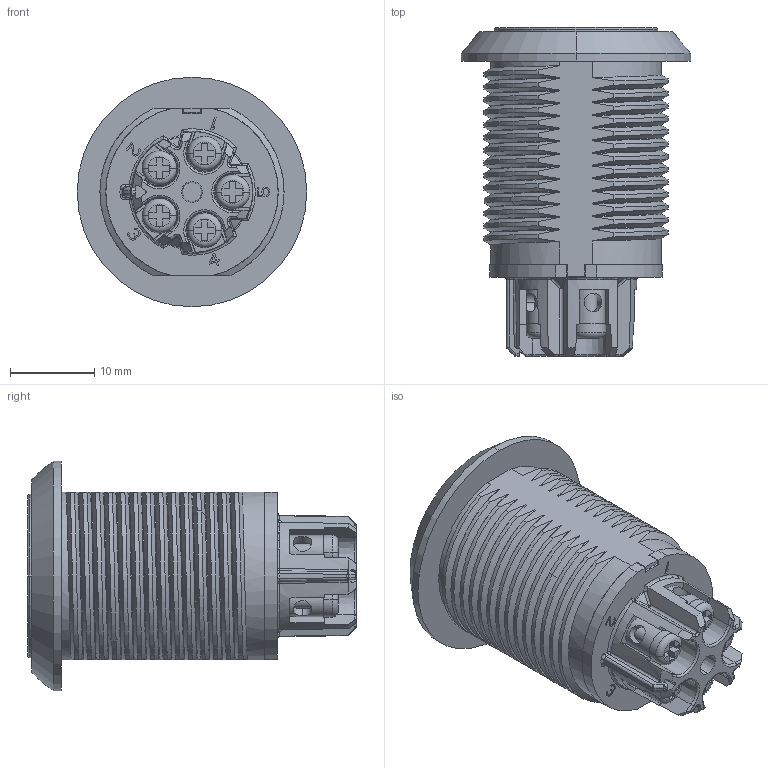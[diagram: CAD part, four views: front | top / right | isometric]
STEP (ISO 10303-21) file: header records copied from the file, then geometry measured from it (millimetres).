
FILE_DESCRIPTION((''),'2;1');
FILE_NAME('202740_SM01_ASM','2022-06-14T14:19:56',('PDMAdmin'),('BANNER ENGINEERING'),'CREO PARAMETRIC BY PTC INC, 2019292','CREO PARAMETRIC BY PTC INC, 2019292','');
FILE_SCHEMA(('CONFIG_CONTROL_DESIGN'));
Products named in the file (2): 202740_EP01; 202740_SM01_ASM
Assembly tree (1 placements, depth 2):
  202740_SM01_ASM
    202740_EP01
Bounding box: 27.25 x 39.05 x 27.25 mm (x, y, z)
Volume: 11822.5 mm3; surface area: 5184.2 mm2
Topology: 1 solids, 1 shells, 647 faces, 1833 edges, 1186 vertices
Faces by surface type: plane 318, bspline 122, cylinder 111, cone 51, torus 33, sphere 12
Entity records: 38887 total; most frequent: CARTESIAN_POINT 23019, ORIENTED_EDGE 3666, DIRECTION 2745, EDGE_CURVE 1833, VERTEX_POINT 1186, VECTOR 1067, LINE 1067, AXIS2_PLACEMENT_3D 839
